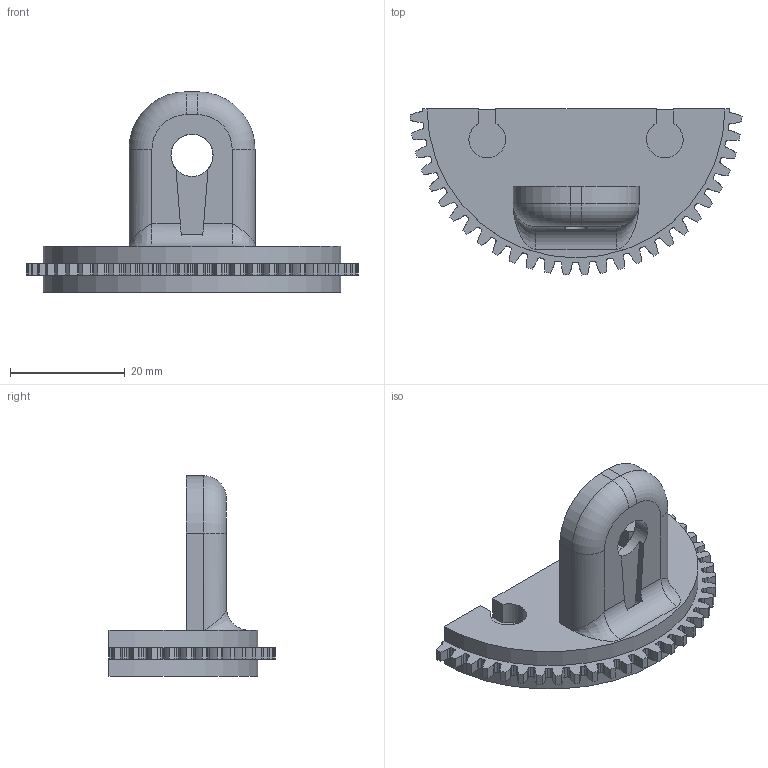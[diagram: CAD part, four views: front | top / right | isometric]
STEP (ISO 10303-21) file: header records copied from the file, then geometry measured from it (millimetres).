
FILE_DESCRIPTION(('FreeCAD Model'),'2;1');
FILE_NAME('l_turn_table.step', '2015-02-27T21:36:30',('Author'),(''), 'Open CASCADE STEP processor 6.7','FreeCAD','Unknown');
FILE_SCHEMA(('AUTOMOTIVE_DESIGN_CC2 { 1 2 10303 214 -1 1 5 4 }'));
Length unit declared in the file: millimetre
Products named in the file (1): l_turn_table
Bounding box: 57.96 x 28.98 x 35 mm (x, y, z)
Volume: 10949.4 mm3; surface area: 5404.8 mm2
Topology: 1 solids, 1 shells, 319 faces, 944 edges, 626 vertices
Faces by surface type: cylinder 126, extrusion 112, plane 77, torus 2, bspline 2
Full cylindrical faces by diameter (mm): 7.35 x1, 18.4 x1
Entity records: 27004 total; most frequent: CARTESIAN_POINT 6979, DIRECTION 2989, VECTOR 1945, ORIENTED_EDGE 1884, PCURVE 1884, DEFINITIONAL_REPRESENTATION 1884, LINE 1833, EDGE_CURVE 942
